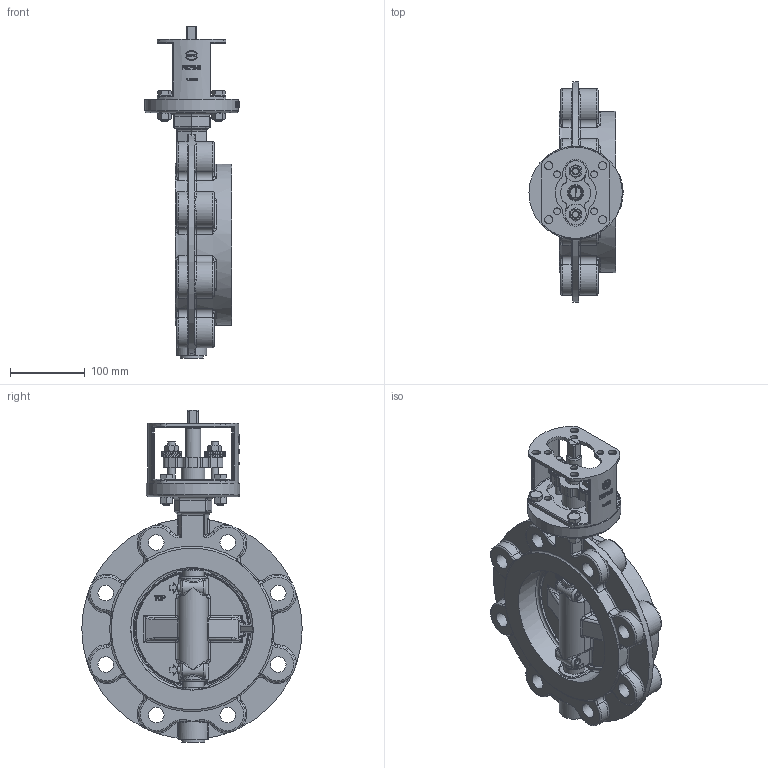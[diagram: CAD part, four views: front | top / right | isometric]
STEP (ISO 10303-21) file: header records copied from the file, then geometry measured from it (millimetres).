
FILE_DESCRIPTION(/* description */ (''),/* implementation_level */ '2;1');
FILE_NAME(/* name */ 'HP114-SEG-K3 DN150 PN25-40.stp',/* time_stamp */ '2018-11-22T15:05:51+01:00',/* author */ ('hellwig'),/* organization */ (''),/* preprocessor_version */ 'ST-DEVELOPER v16.5',/* originating_system */ 'Autodesk Inventor 2017',/* authorisation */ '');
FILE_SCHEMA (('CONFIG_CONTROL_DESIGN'));
Products named in the file (1): M55321
Bounding box: 126 x 295 x 444.5 mm (x, y, z)
Volume: 2919057.8 mm3; surface area: 545642.4 mm2
Topology: 13 solids, 19 shells, 2107 faces, 5192 edges, 3147 vertices
Faces by surface type: plane 653, cylinder 563, bspline 434, torus 256, cone 158, sphere 43
Full cylindrical faces by diameter (mm): 8.376 x2, 9 x10, 9.2 x2, 10 x36, 10.2 x12, 11 x10, 14.63 x4, 20 x2, 20.05 x4, 20.1 x1, 20.2 x4, 20.752 x8, 22 x1, 23.2 x3, 23.25 x2, 24 x1, 24.376 x2, 26 x1, 28 x12, 28.2 x2, 31 x1, 31.2 x1, 31.8 x1, 31.9 x1, 32 x2, 125 x1, 144 x1, 144.5 x1, 146.1 x1, 163.5 x1
Entity records: 124917 total; most frequent: CARTESIAN_POINT 77290, ORIENTED_EDGE 9410, DIRECTION 8958, EDGE_CURVE 4693, AXIS2_PLACEMENT_3D 3634, VERTEX_POINT 3044, EDGE_LOOP 2639, FACE_OUTER_BOUND 2107
